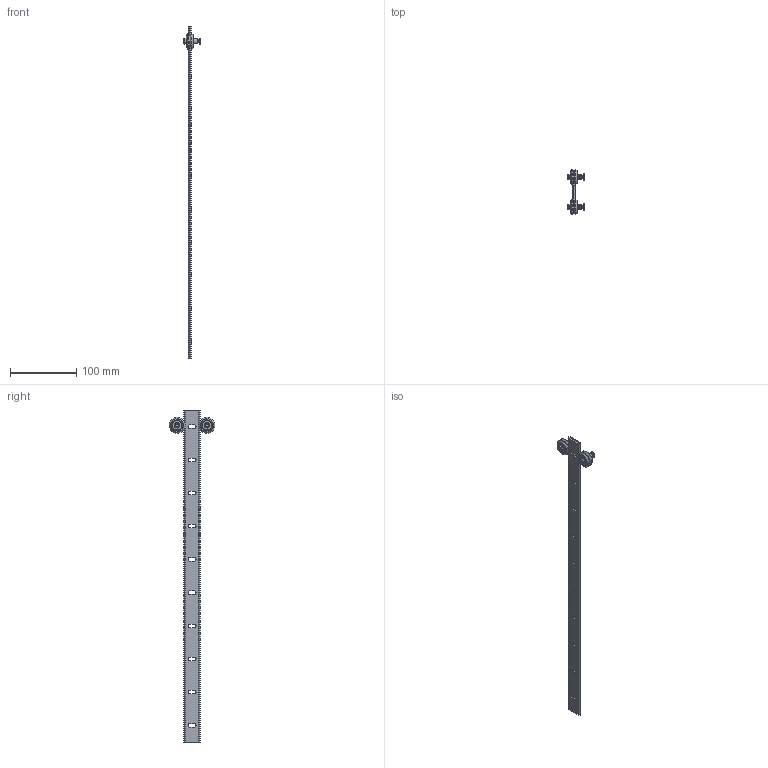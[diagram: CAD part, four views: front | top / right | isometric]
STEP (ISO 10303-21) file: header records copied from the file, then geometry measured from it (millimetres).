
FILE_DESCRIPTION (( 'STEP AP214' ), '1' );
FILE_NAME ('Open Rail Back to Back 20mm with Wheels.step', '2015-01-21T14:50:54', ( 'Mark' ), ( '' ), 'SwSTEP 2.0', 'SolidWorks 2013', '' );
FILE_SCHEMA (( 'AUTOMOTIVE_DESIGN' ));
Length unit declared in the file: millimetre
Products named in the file (9): Precision Ball Bearing; Delrin Dual V-Wheel; Open Rail 500mm; Open Rail Back to Back 20mm with Wheels; V-Slot Delrin Dual Wheel Assembly; Nylon Insert Hex Locknut 5mm; 5mm Low Profile Socket Head Screw - Multiple Lengths; .25 Inch Aluminum Spacer; 5mm Precision Washer
Assembly tree (11 placements, depth 3):
  Open Rail Back to Back 20mm with Wheels
    Open Rail 500mm  x2
    V-Slot Delrin Dual Wheel Assembly  x2
      Delrin Dual V-Wheel
      Precision Ball Bearing
      5mm Precision Washer
      .25 Inch Aluminum Spacer
      5mm Low Profile Socket Head Screw - Multiple Lengths
      Nylon Insert Hex Locknut 5mm
Bounding box: 26.75 x 68.89 x 500 mm (x, y, z)
Volume: 61833 mm3; surface area: 60096.2 mm2
Topology: 18 solids, 18 shells, 620 faces, 1496 edges, 934 vertices
Faces by surface type: cylinder 322, plane 158, cone 70, torus 28, sphere 24, bspline 18
Entity records: 14157 total; most frequent: CARTESIAN_POINT 7109, ORIENTED_EDGE 1384, DIRECTION 1378, EDGE_CURVE 692, AXIS2_PLACEMENT_3D 537, VERTEX_POINT 433, EDGE_LOOP 329, VECTOR 304
